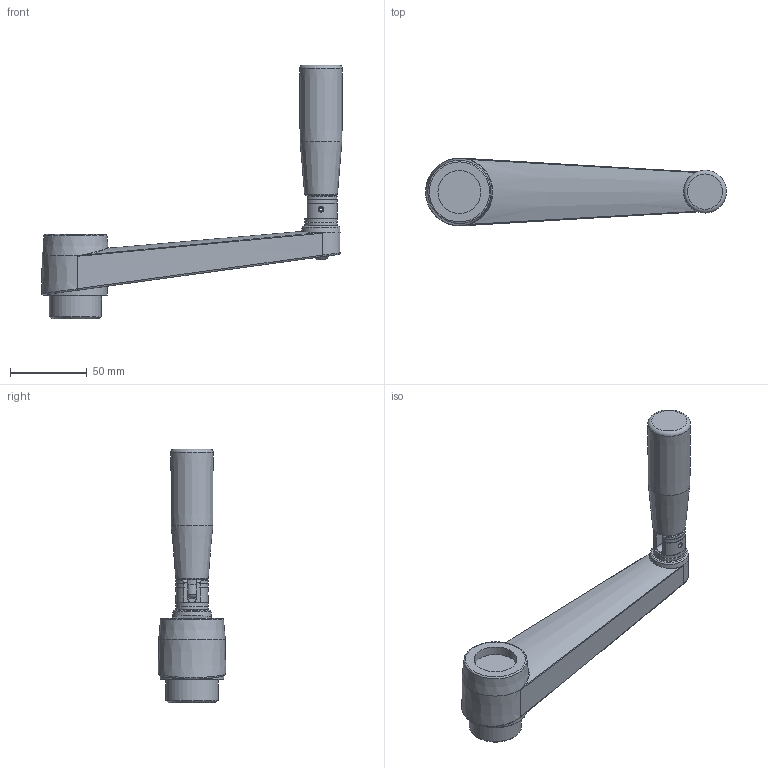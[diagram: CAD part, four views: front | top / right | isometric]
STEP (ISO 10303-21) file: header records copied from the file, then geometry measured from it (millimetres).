
FILE_DESCRIPTION( ( 'Unknown' ), '1' );
FILE_NAME( '6335160_MV160_MR.stp', 'Unknown', ( 'Unknown' ), ( 'Unknown' ), 'PSStep 11.0', 'Unknown', ' ' );
FILE_SCHEMA( ( 'AUTOMOTIVE_DESIGN { 1 0 10303 214 1 1 1 1 }' ) );
Length unit declared in the file: millimetre
Products named in the file (1): 8700345
Bounding box: 196.06 x 44.15 x 165.36 mm (x, y, z)
Volume: 187721.1 mm3; surface area: 52129 mm2
Topology: 1 solids, 2 shells, 243 faces, 622 edges, 398 vertices
Faces by surface type: plane 138, cylinder 47, cone 29, bspline 20, torus 8, sphere 1
Full cylindrical faces by diameter (mm): 3.2 x2, 3.5 x1, 4.917 x1, 5.422 x1, 6 x2, 6.5 x1, 6.95 x1, 7 x1, 7.03 x1, 8.17 x1, 8.3 x1, 8.7 x1, 11 x1, 11.5 x1, 11.52 x1, 11.538 x1, 12.6 x1, 13.076 x1, 21 x2, 28 x1, 34 x1, 41.6 x1
Entity records: 12280 total; most frequent: CARTESIAN_POINT 4985, ORIENTED_EDGE 1066, DIRECTION 1031, EDGE_CURVE 533, AXIS2_PLACEMENT_3D 370, VERTEX_POINT 366, EDGE_LOOP 334, LINE 291
